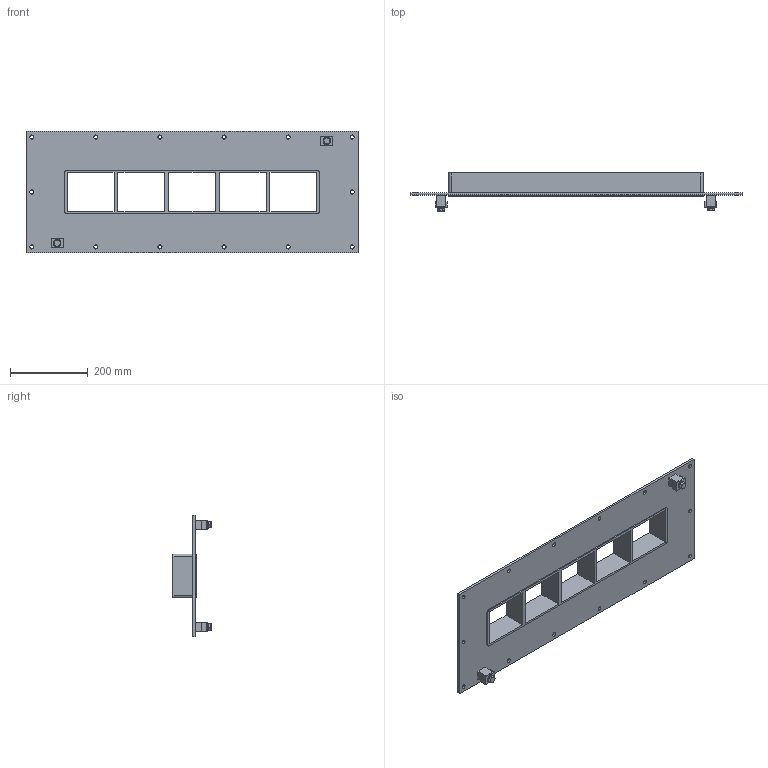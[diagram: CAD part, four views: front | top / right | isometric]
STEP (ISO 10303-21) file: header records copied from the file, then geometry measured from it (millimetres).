
FILE_DESCRIPTION((''),'2;1');
FILE_NAME('GHBG FL1002X5FL100.stp','2015-02-23T09:46:05',('se-emikul'),(''),'Autodesk Inventor 2013','Autodesk Inventor 2013','');
FILE_SCHEMA(('AUTOMOTIVE_DESIGN { 1 0 10303 214 1 1 1 1 }'));
Length unit declared in the file: millimetre
Products named in the file (1): GHBG FL1002X5FL100
Bounding box: 854.5 x 97.91 x 313 mm (x, y, z)
Volume: 1986580.9 mm3; surface area: 662727 mm2
Topology: 9 solids, 9 shells, 136 faces, 351 edges, 239 vertices
Faces by surface type: plane 92, cylinder 34, cone 10
Full cylindrical faces by diameter (mm): 8.376 x2, 10 x2, 10.5 x14, 11 x4, 14.75 x2, 20 x2
Entity records: 3928 total; most frequent: CARTESIAN_POINT 691, DIRECTION 632, ORIENTED_EDGE 600, EDGE_CURVE 300, VERTEX_POINT 218, EDGE_LOOP 218, AXIS2_PLACEMENT_3D 213, VECTOR 206
